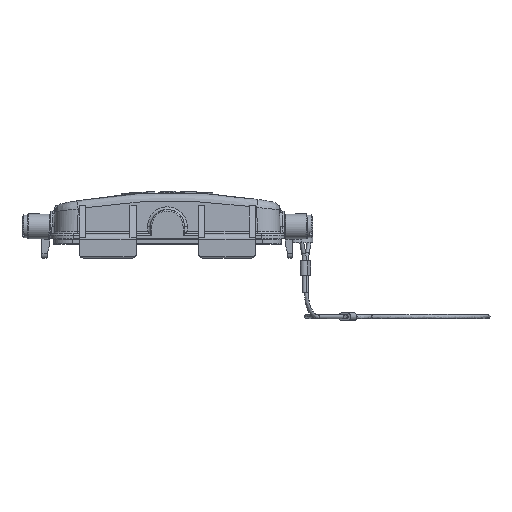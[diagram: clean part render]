
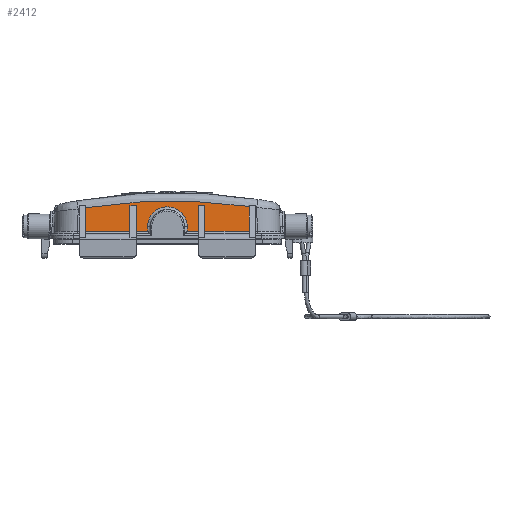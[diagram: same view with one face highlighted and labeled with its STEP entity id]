
A CAD part, left-side view. The second image highlights one B-rep face of the part: STEP entity #2412.
In plain terms, the highlighted planar face has unit normal (-0.999, 0, 0.035).
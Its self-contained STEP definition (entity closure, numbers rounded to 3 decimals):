
#2412=ADVANCED_FACE('',(#3219),#2777,.T.);
#2777=PLANE('',#11560);
#3219=FACE_OUTER_BOUND('',#3729,.T.);
#3729=EDGE_LOOP('',(#5678,#5679,#5680,#5681,#5682,#5683,#5684,#5685,#5686,
#5687,#5688,#5689,#5690,#5691,#5692,#5693));
#5678=ORIENTED_EDGE('',*,*,#8540,.T.);
#5679=ORIENTED_EDGE('',*,*,#8541,.T.);
#5680=ORIENTED_EDGE('',*,*,#8539,.T.);
#5681=ORIENTED_EDGE('',*,*,#8514,.T.);
#5682=ORIENTED_EDGE('',*,*,#8519,.T.);
#5683=ORIENTED_EDGE('',*,*,#8542,.T.);
#5684=ORIENTED_EDGE('',*,*,#8506,.T.);
#5685=ORIENTED_EDGE('',*,*,#8543,.T.);
#5686=ORIENTED_EDGE('',*,*,#8544,.T.);
#5687=ORIENTED_EDGE('',*,*,#8545,.T.);
#5688=ORIENTED_EDGE('',*,*,#8546,.T.);
#5689=ORIENTED_EDGE('',*,*,#8547,.T.);
#5690=ORIENTED_EDGE('',*,*,#8548,.T.);
#5691=ORIENTED_EDGE('',*,*,#8500,.T.);
#5692=ORIENTED_EDGE('',*,*,#8498,.T.);
#5693=ORIENTED_EDGE('',*,*,#8496,.T.);
#7294=VERTEX_POINT('',#20826);
#7295=VERTEX_POINT('',#20828);
#7296=VERTEX_POINT('',#20832);
#7297=VERTEX_POINT('',#20836);
#7301=VERTEX_POINT('',#20849);
#7303=VERTEX_POINT('',#20852);
#7309=VERTEX_POINT('',#20883);
#7310=VERTEX_POINT('',#20885);
#7313=VERTEX_POINT('',#20948);
#7324=VERTEX_POINT('',#21161);
#7325=VERTEX_POINT('',#21165);
#7326=VERTEX_POINT('',#21169);
#7327=VERTEX_POINT('',#21171);
#7328=VERTEX_POINT('',#21173);
#7329=VERTEX_POINT('',#21175);
#7330=VERTEX_POINT('',#21177);
#8496=EDGE_CURVE('',#7295,#7294,#9421,.T.);
#8498=EDGE_CURVE('',#7296,#7295,#9422,.T.);
#8500=EDGE_CURVE('',#7297,#7296,#9423,.T.);
#8506=EDGE_CURVE('',#7303,#7301,#9426,.T.);
#8514=EDGE_CURVE('',#7310,#7309,#9431,.T.);
#8519=EDGE_CURVE('',#7309,#7313,#10655,.T.);
#8539=EDGE_CURVE('',#7324,#7310,#9441,.T.);
#8540=EDGE_CURVE('',#7294,#7325,#9442,.T.);
#8541=EDGE_CURVE('',#7325,#7324,#9443,.T.);
#8542=EDGE_CURVE('',#7313,#7303,#9444,.T.);
#8543=EDGE_CURVE('',#7301,#7326,#9445,.T.);
#8544=EDGE_CURVE('',#7326,#7327,#9446,.T.);
#8545=EDGE_CURVE('',#7327,#7328,#9447,.T.);
#8546=EDGE_CURVE('',#7328,#7329,#9448,.T.);
#8547=EDGE_CURVE('',#7329,#7330,#9449,.T.);
#8548=EDGE_CURVE('',#7330,#7297,#10660,.T.);
#9421=LINE('',#20827,#10128);
#9422=LINE('',#20831,#10129);
#9423=LINE('',#20835,#10130);
#9426=LINE('',#20851,#10133);
#9431=LINE('',#20884,#10138);
#9441=LINE('',#21162,#10148);
#9442=LINE('',#21164,#10149);
#9443=LINE('',#21166,#10150);
#9444=LINE('',#21167,#10151);
#9445=LINE('',#21168,#10152);
#9446=LINE('',#21170,#10153);
#9447=LINE('',#21172,#10154);
#9448=LINE('',#21174,#10155);
#9449=LINE('',#21176,#10156);
#10128=VECTOR('',#13357,1.);
#10129=VECTOR('',#13362,1.);
#10130=VECTOR('',#13367,1.);
#10133=VECTOR('',#13376,1.);
#10138=VECTOR('',#13387,1.);
#10148=VECTOR('',#13425,1.);
#10149=VECTOR('',#13428,1.);
#10150=VECTOR('',#13429,1.);
#10151=VECTOR('',#13430,1.);
#10152=VECTOR('',#13431,1.);
#10153=VECTOR('',#13432,1.);
#10154=VECTOR('',#13433,1.);
#10155=VECTOR('',#13434,1.);
#10156=VECTOR('',#13435,1.);
#10655=B_SPLINE_CURVE_WITH_KNOTS('',3,(#20949,#20950,#20951,#20952,#20953,
#20954,#20955,#20956,#20957,#20958,#20959,#20960,#20961,#20962,#20963,#20964,
#20965,#20966),.UNSPECIFIED.,.F.,.F.,(4,2,2,2,2,2,2,2,4),(0.,0.132,
0.253,0.389,0.492,0.628,
0.762,0.898,1.),.UNSPECIFIED.);
#10660=B_SPLINE_CURVE_WITH_KNOTS('',3,(#21178,#21179,#21180,#21181,#21182),
 .UNSPECIFIED.,.F.,.F.,(4,1,4),(0.,0.5,1.),.UNSPECIFIED.);
#11560=AXIS2_PLACEMENT_3D('',#21183,#13436,#13437);
#13357=DIRECTION('',(0.035,0.,0.999));
#13362=DIRECTION('',(0.,-1.,0.));
#13367=DIRECTION('',(-0.035,0.,-0.999));
#13376=DIRECTION('',(0.,-1.,0.));
#13387=DIRECTION('',(0.035,0.,0.999));
#13425=DIRECTION('',(0.,-1.,0.));
#13428=DIRECTION('',(0.,-1.,0.));
#13429=DIRECTION('',(-0.035,0.,-0.999));
#13430=DIRECTION('',(-0.035,0.,-0.999));
#13431=DIRECTION('',(0.035,0.,0.999));
#13432=DIRECTION('',(0.,-1.,0.));
#13433=DIRECTION('',(-0.035,0.,-0.999));
#13434=DIRECTION('',(0.,-1.,0.));
#13435=DIRECTION('',(0.035,0.,0.999));
#13436=DIRECTION('',(-0.999,0.,0.035));
#13437=DIRECTION('',(-0.035,0.,-0.999));
#20826=CARTESIAN_POINT('',(-44.903,13.2,11.644));
#20827=CARTESIAN_POINT('',(-45.216,13.2,2.665));
#20828=CARTESIAN_POINT('',(-45.216,13.2,2.665));
#20831=CARTESIAN_POINT('',(-45.216,28.8,2.665));
#20832=CARTESIAN_POINT('',(-45.216,28.8,2.665));
#20835=CARTESIAN_POINT('',(-44.927,28.8,10.961));
#20836=CARTESIAN_POINT('',(-44.927,28.8,10.961));
#20849=CARTESIAN_POINT('',(-45.216,-11.,2.665));
#20851=CARTESIAN_POINT('',(-45.216,-7.,2.665));
#20852=CARTESIAN_POINT('',(-45.216,-7.,2.665));
#20883=CARTESIAN_POINT('',(-45.16,7.,4.265));
#20884=CARTESIAN_POINT('',(-45.216,7.,2.665));
#20885=CARTESIAN_POINT('',(-45.216,7.,2.665));
#20948=CARTESIAN_POINT('',(-45.16,-7.,4.265));
#20949=CARTESIAN_POINT('',(-45.16,7.,4.265));
#20950=CARTESIAN_POINT('',(-45.127,7.,5.233));
#20951=CARTESIAN_POINT('',(-45.093,6.796,6.201));
#20952=CARTESIAN_POINT('',(-45.034,6.049,7.897));
#20953=CARTESIAN_POINT('',(-45.008,5.537,8.639));
#20954=CARTESIAN_POINT('',(-44.962,4.195,9.957));
#20955=CARTESIAN_POINT('',(-44.943,3.332,10.501));
#20956=CARTESIAN_POINT('',(-44.922,1.687,11.101));
#20957=CARTESIAN_POINT('',(-44.917,0.936,11.243));
#20958=CARTESIAN_POINT('',(-44.915,-0.815,11.289));
#20959=CARTESIAN_POINT('',(-44.922,-1.819,11.098));
#20960=CARTESIAN_POINT('',(-44.949,-3.644,10.322));
#20961=CARTESIAN_POINT('',(-44.969,-4.47,9.742));
#20962=CARTESIAN_POINT('',(-45.02,-5.814,8.289));
#20963=CARTESIAN_POINT('',(-45.051,-6.331,7.412));
#20964=CARTESIAN_POINT('',(-45.108,-6.879,5.76));
#20965=CARTESIAN_POINT('',(-45.134,-7.,5.012));
#20966=CARTESIAN_POINT('',(-45.16,-7.,4.265));
#21161=CARTESIAN_POINT('',(-45.216,11.,2.665));
#21162=CARTESIAN_POINT('',(-45.216,11.,2.665));
#21164=CARTESIAN_POINT('',(-44.903,13.2,11.644));
#21165=CARTESIAN_POINT('',(-44.903,11.,11.644));
#21166=CARTESIAN_POINT('',(-44.903,11.,11.644));
#21167=CARTESIAN_POINT('',(-45.16,-7.,4.265));
#21168=CARTESIAN_POINT('',(-45.216,-11.,2.665));
#21169=CARTESIAN_POINT('',(-44.903,-11.,11.644));
#21170=CARTESIAN_POINT('',(-44.903,-11.,11.644));
#21171=CARTESIAN_POINT('',(-44.903,-13.2,11.644));
#21172=CARTESIAN_POINT('',(-44.903,-13.2,11.644));
#21173=CARTESIAN_POINT('',(-45.216,-13.2,2.665));
#21174=CARTESIAN_POINT('',(-45.216,-13.2,2.665));
#21175=CARTESIAN_POINT('',(-45.216,-28.8,2.665));
#21176=CARTESIAN_POINT('',(-45.216,-28.8,2.665));
#21177=CARTESIAN_POINT('',(-44.911,-28.8,11.404));
#21178=CARTESIAN_POINT('',(-44.911,-28.8,11.404));
#21179=CARTESIAN_POINT('',(-44.864,-19.255,12.739));
#21180=CARTESIAN_POINT('',(-44.82,0.026,14.008));
#21181=CARTESIAN_POINT('',(-44.875,19.284,12.442));
#21182=CARTESIAN_POINT('',(-44.927,28.8,10.961));
#21183=CARTESIAN_POINT('',(-44.808,38.065,14.369));
